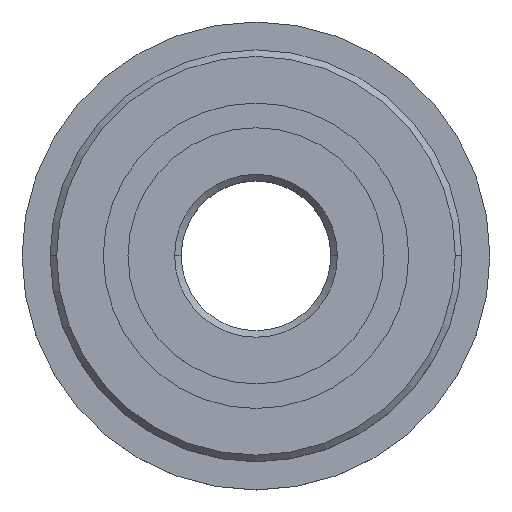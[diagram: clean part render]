
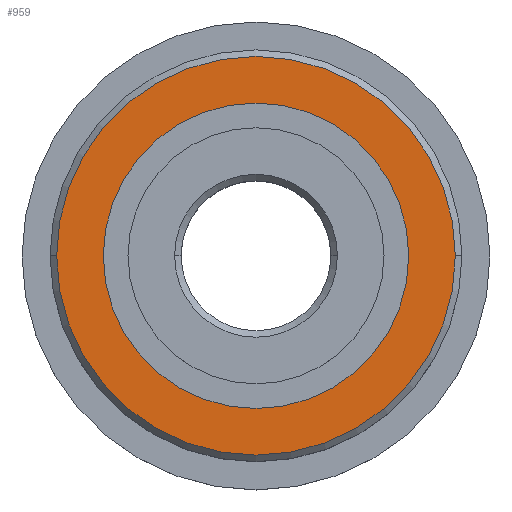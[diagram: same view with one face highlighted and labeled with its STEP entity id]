
A CAD part, top view. The second image highlights one B-rep face of the part: STEP entity #959.
In plain terms, the highlighted planar face has unit normal (0, 0, 1).
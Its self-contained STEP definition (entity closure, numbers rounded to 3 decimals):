
#20 = DIRECTION ( 'NONE',  ( 1., 0., 0. ) ) ;
#32 = CARTESIAN_POINT ( 'NONE',  ( 0., 10.65, 3.5 ) ) ;
#131 = DIRECTION ( 'NONE',  ( 1., 0., 0. ) ) ;
#141 = VERTEX_POINT ( 'NONE', #1307 ) ;
#154 = CARTESIAN_POINT ( 'NONE',  ( 0., 0., 3.5 ) ) ;
#157 = AXIS2_PLACEMENT_3D ( 'NONE', #154, #289, #20 ) ;
#167 = VERTEX_POINT ( 'NONE', #1404 ) ;
#188 = FACE_BOUND ( 'NONE', #788, .T. ) ;
#242 = DIRECTION ( 'NONE',  ( 0., 0., 1. ) ) ;
#289 = DIRECTION ( 'NONE',  ( 0., 0., 1. ) ) ;
#311 = EDGE_CURVE ( 'NONE', #450, #141, #460, .T. ) ;
#315 = EDGE_CURVE ( 'NONE', #167, #1432, #1658, .T. ) ;
#362 = EDGE_CURVE ( 'NONE', #1432, #167, #577, .T. ) ;
#413 = ORIENTED_EDGE ( 'NONE', *, *, #1194, .T. ) ;
#450 = VERTEX_POINT ( 'NONE', #762 ) ;
#460 = CIRCLE ( 'NONE', #1423, 10.65 ) ;
#507 = CARTESIAN_POINT ( 'NONE',  ( 0., 0., 3.5 ) ) ;
#517 = EDGE_LOOP ( 'NONE', ( #413, #979 ) ) ;
#519 = CARTESIAN_POINT ( 'NONE',  ( 0., 0., 3.5 ) ) ;
#520 = AXIS2_PLACEMENT_3D ( 'NONE', #1461, #1349, #131 ) ;
#577 = CIRCLE ( 'NONE', #157, 8.159 ) ;
#700 = FACE_OUTER_BOUND ( 'NONE', #517, .T. ) ;
#762 = CARTESIAN_POINT ( 'NONE',  ( 10.65, 0., 3.5 ) ) ;
#788 = EDGE_LOOP ( 'NONE', ( #1513, #926 ) ) ;
#808 = AXIS2_PLACEMENT_3D ( 'NONE', #32, #1532, #1525 ) ;
#812 = CARTESIAN_POINT ( 'NONE',  ( 8.159, 0., 3.5 ) ) ;
#926 = ORIENTED_EDGE ( 'NONE', *, *, #315, .F. ) ;
#959 = ADVANCED_FACE ( 'NONE', ( #188, #700 ), #1130, .F. ) ;
#979 = ORIENTED_EDGE ( 'NONE', *, *, #311, .T. ) ;
#1046 = DIRECTION ( 'NONE',  ( 1., 0., 0. ) ) ;
#1130 = PLANE ( 'NONE',  #808 ) ;
#1194 = EDGE_CURVE ( 'NONE', #141, #450, #1256, .T. ) ;
#1256 = CIRCLE ( 'NONE', #1704, 10.65 ) ;
#1307 = CARTESIAN_POINT ( 'NONE',  ( -10.65, 0., 3.5 ) ) ;
#1327 = DIRECTION ( 'NONE',  ( 1., 0., 0. ) ) ;
#1349 = DIRECTION ( 'NONE',  ( 0., 0., 1. ) ) ;
#1404 = CARTESIAN_POINT ( 'NONE',  ( -8.159, 0., 3.5 ) ) ;
#1423 = AXIS2_PLACEMENT_3D ( 'NONE', #519, #1632, #1046 ) ;
#1432 = VERTEX_POINT ( 'NONE', #812 ) ;
#1461 = CARTESIAN_POINT ( 'NONE',  ( 0., 0., 3.5 ) ) ;
#1513 = ORIENTED_EDGE ( 'NONE', *, *, #362, .F. ) ;
#1525 = DIRECTION ( 'NONE',  ( -1., 0., 0. ) ) ;
#1532 = DIRECTION ( 'NONE',  ( 0., 0., -1. ) ) ;
#1632 = DIRECTION ( 'NONE',  ( 0., 0., 1. ) ) ;
#1658 = CIRCLE ( 'NONE', #520, 8.159 ) ;
#1704 = AXIS2_PLACEMENT_3D ( 'NONE', #507, #242, #1327 ) ;
